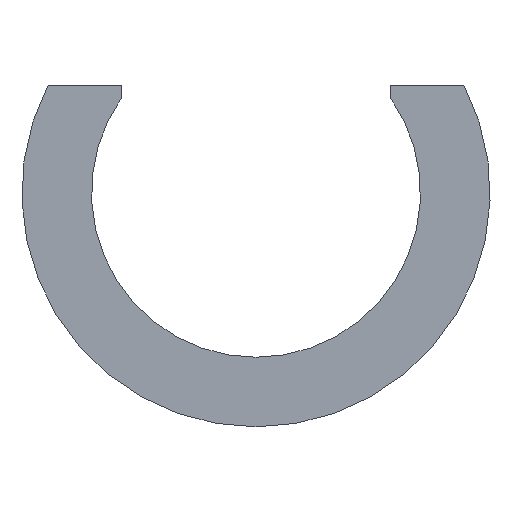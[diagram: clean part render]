
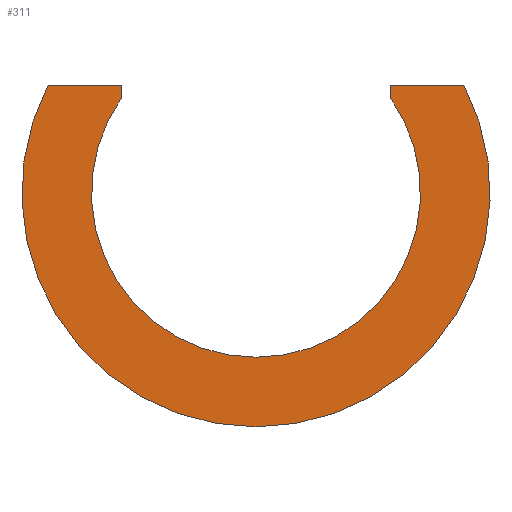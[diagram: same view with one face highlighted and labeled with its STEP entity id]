
A CAD part, front view. The second image highlights one B-rep face of the part: STEP entity #311.
In plain terms, the highlighted planar face has unit normal (0, -1, 0).
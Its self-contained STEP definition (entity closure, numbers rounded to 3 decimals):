
#2 = EDGE_CURVE ( 'NONE', #51, #53, #172, .T. ) ;
#3 = CIRCLE ( 'NONE', #70, 1.3 ) ;
#6 = DIRECTION ( 'NONE',  ( 0., 0., 1. ) ) ;
#9 = CARTESIAN_POINT ( 'NONE',  ( 0., 0., -1.85 ) ) ;
#15 = FACE_OUTER_BOUND ( 'NONE', #206, .T. ) ;
#19 = DIRECTION ( 'NONE',  ( 0., 0., 1. ) ) ;
#23 = VERTEX_POINT ( 'NONE', #50 ) ;
#27 = CARTESIAN_POINT ( 'NONE',  ( 1.062, 0., 0.75 ) ) ;
#28 = VECTOR ( 'NONE', #54, 1000. ) ;
#34 = CARTESIAN_POINT ( 'NONE',  ( -1.643, 0., 0.85 ) ) ;
#47 = AXIS2_PLACEMENT_3D ( 'NONE', #56, #81, #82 ) ;
#50 = CARTESIAN_POINT ( 'NONE',  ( 1.062, 0., 0.85 ) ) ;
#51 = VERTEX_POINT ( 'NONE', #9 ) ;
#53 = VERTEX_POINT ( 'NONE', #34 ) ;
#54 = DIRECTION ( 'NONE',  ( 0., 0., 1. ) ) ;
#56 = CARTESIAN_POINT ( 'NONE',  ( 0., 0., 0. ) ) ;
#70 = AXIS2_PLACEMENT_3D ( 'NONE', #90, #87, #83 ) ;
#80 = CIRCLE ( 'NONE', #47, 1.3 ) ;
#81 = DIRECTION ( 'NONE',  ( 0., -1., 0. ) ) ;
#82 = DIRECTION ( 'NONE',  ( 0., 0., 1. ) ) ;
#83 = DIRECTION ( 'NONE',  ( 0., 0., 1. ) ) ;
#84 = CARTESIAN_POINT ( 'NONE',  ( -1.062, 0., 0.75 ) ) ;
#87 = DIRECTION ( 'NONE',  ( 0., -1., 0. ) ) ;
#90 = CARTESIAN_POINT ( 'NONE',  ( 0., 0., 0. ) ) ;
#97 = DIRECTION ( 'NONE',  ( 1., 0., 0. ) ) ;
#105 = EDGE_CURVE ( 'NONE', #301, #23, #319, .T. ) ;
#109 = DIRECTION ( 'NONE',  ( 0., 1., 0. ) ) ;
#115 = CARTESIAN_POINT ( 'NONE',  ( -1.643, 0., 0.85 ) ) ;
#116 = VECTOR ( 'NONE', #174, 1000. ) ;
#127 = EDGE_CURVE ( 'NONE', #215, #301, #80, .T. ) ;
#131 = VECTOR ( 'NONE', #190, 1000. ) ;
#135 = EDGE_CURVE ( 'NONE', #270, #215, #3, .T. ) ;
#139 = LINE ( 'NONE', #84, #131 ) ;
#143 = ORIENTED_EDGE ( 'NONE', *, *, #105, .F. ) ;
#148 = CARTESIAN_POINT ( 'NONE',  ( -1.062, 0., 0.75 ) ) ;
#152 = DIRECTION ( 'NONE',  ( 0., 0., 1. ) ) ;
#153 = DIRECTION ( 'NONE',  ( 0., 1., 0. ) ) ;
#157 = CARTESIAN_POINT ( 'NONE',  ( 0., 0., 0. ) ) ;
#165 = CARTESIAN_POINT ( 'NONE',  ( 1.062, 0., 0.75 ) ) ;
#166 = VECTOR ( 'NONE', #97, 1000. ) ;
#172 = CIRCLE ( 'NONE', #200, 1.85 ) ;
#173 = AXIS2_PLACEMENT_3D ( 'NONE', #361, #109, #6 ) ;
#174 = DIRECTION ( 'NONE',  ( 1., 0., 0. ) ) ;
#176 = CARTESIAN_POINT ( 'NONE',  ( 1.062, 0., 0.85 ) ) ;
#177 = DIRECTION ( 'NONE',  ( 0., 1., 0. ) ) ;
#180 = CARTESIAN_POINT ( 'NONE',  ( 1.643, 0., 0.85 ) ) ;
#184 = CARTESIAN_POINT ( 'NONE',  ( 0., 0., 0. ) ) ;
#190 = DIRECTION ( 'NONE',  ( 0., 0., -1. ) ) ;
#197 = ORIENTED_EDGE ( 'NONE', *, *, #213, .F. ) ;
#200 = AXIS2_PLACEMENT_3D ( 'NONE', #184, #177, #19 ) ;
#203 = PLANE ( 'NONE',  #173 ) ;
#206 = EDGE_LOOP ( 'NONE', ( #241, #334, #143, #237, #331, #365, #197, #362 ) ) ;
#213 = EDGE_CURVE ( 'NONE', #53, #322, #287, .T. ) ;
#215 = VERTEX_POINT ( 'NONE', #252 ) ;
#218 = VERTEX_POINT ( 'NONE', #180 ) ;
#232 = EDGE_CURVE ( 'NONE', #23, #218, #359, .T. ) ;
#237 = ORIENTED_EDGE ( 'NONE', *, *, #127, .F. ) ;
#241 = ORIENTED_EDGE ( 'NONE', *, *, #243, .F. ) ;
#243 = EDGE_CURVE ( 'NONE', #218, #51, #247, .T. ) ;
#244 = AXIS2_PLACEMENT_3D ( 'NONE', #157, #153, #152 ) ;
#247 = CIRCLE ( 'NONE', #244, 1.85 ) ;
#252 = CARTESIAN_POINT ( 'NONE',  ( 0., 0., -1.3 ) ) ;
#262 = CARTESIAN_POINT ( 'NONE',  ( -1.062, 0., 0.85 ) ) ;
#270 = VERTEX_POINT ( 'NONE', #148 ) ;
#287 = LINE ( 'NONE', #115, #166 ) ;
#301 = VERTEX_POINT ( 'NONE', #165 ) ;
#311 = ADVANCED_FACE ( 'NONE', ( #15 ), #203, .F. ) ;
#319 = LINE ( 'NONE', #27, #28 ) ;
#322 = VERTEX_POINT ( 'NONE', #262 ) ;
#326 = EDGE_CURVE ( 'NONE', #322, #270, #139, .T. ) ;
#331 = ORIENTED_EDGE ( 'NONE', *, *, #135, .F. ) ;
#334 = ORIENTED_EDGE ( 'NONE', *, *, #232, .F. ) ;
#359 = LINE ( 'NONE', #176, #116 ) ;
#361 = CARTESIAN_POINT ( 'NONE',  ( 0., 0., 0. ) ) ;
#362 = ORIENTED_EDGE ( 'NONE', *, *, #2, .F. ) ;
#365 = ORIENTED_EDGE ( 'NONE', *, *, #326, .F. ) ;
